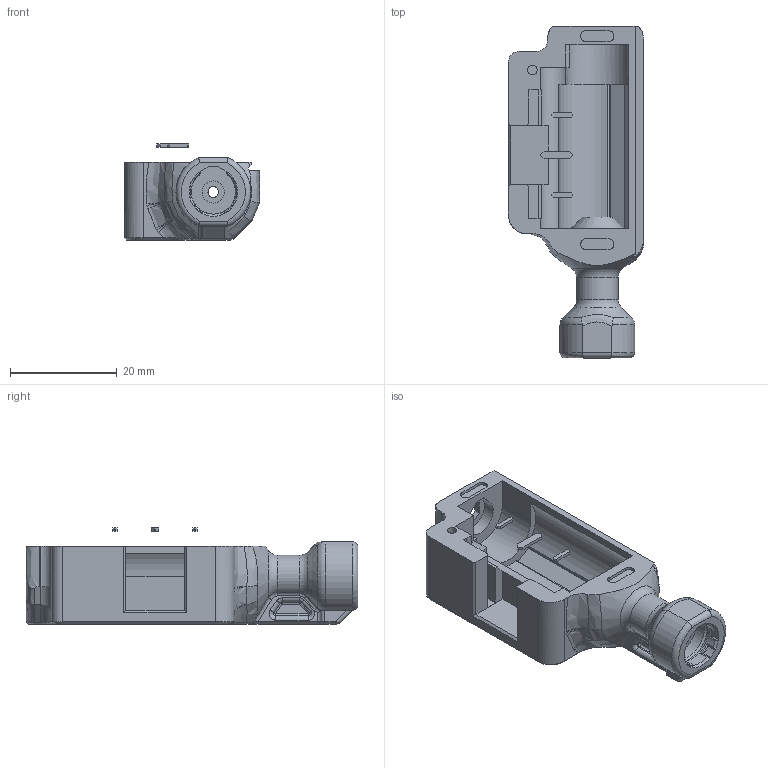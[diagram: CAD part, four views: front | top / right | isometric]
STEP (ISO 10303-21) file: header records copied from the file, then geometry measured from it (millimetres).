
FILE_DESCRIPTION(/* description */ (''),/* implementation_level */ '2;1');
FILE_NAME(/* name */ 'Stumpy PSF MK II Lid.step',/* time_stamp */ '2026-01-08T14:38:05+13:00',/* author */ (''),/* organization */ (''),/* preprocessor_version */ 'ST-DEVELOPER v20.1',/* originating_system */ 'Autodesk Translation Framework v14.21.0.0',/* authorisation */ '');
FILE_SCHEMA (('AUTOMOTIVE_DESIGN { 1 0 10303 214 3 1 1 }'));
Length unit declared in the file: millimetre
Products named in the file (1): Stumpy PSF MK II Case
Bounding box: 25.32 x 62.2 x 18 mm (x, y, z)
Volume: 8509.3 mm3; surface area: 6507.3 mm2
Topology: 4 solids, 4 shells, 363 faces, 947 edges, 595 vertices
Faces by surface type: plane 160, bspline 94, cylinder 76, cone 23, torus 6, sphere 4
Full cylindrical faces by diameter (mm): 1.8 x1, 2 x1, 4.15 x1
Entity records: 13540 total; most frequent: CARTESIAN_POINT 5306, ORIENTED_EDGE 1882, DIRECTION 1420, EDGE_CURVE 941, VERTEX_POINT 595, AXIS2_PLACEMENT_3D 476, LINE 468, VECTOR 468
